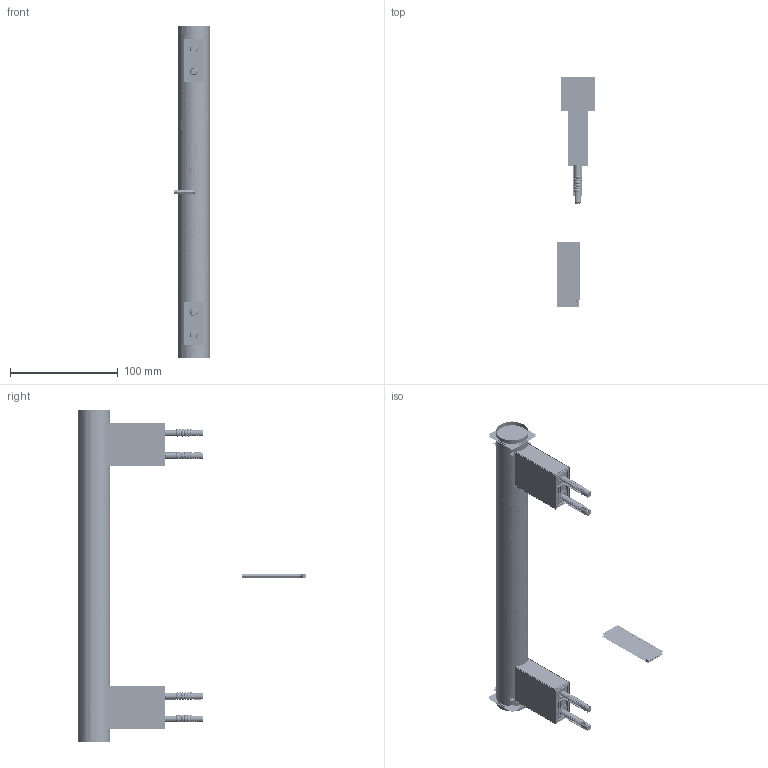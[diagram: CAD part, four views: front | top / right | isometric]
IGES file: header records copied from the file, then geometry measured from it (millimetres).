
Start section:  PTC IGES file: 1140-0007-1-c0_asm.igs
Global section: file name: 1140-0007-1-c0_asm.igs; native system: Pro/ENGINEER by Parametric Technology Corporation; preprocessor: 2009440; author: user110; organization: Unknown; date: 20201124.135835; units: millimetre
Bounding box: 34.49 x 212.62 x 307.84 mm (x, y, z)
Volume: 152174.8 mm3; surface area: 595267.9 mm2
Topology: 34 solids, 50 shells, 4564 faces, 30330 edges, 42750 vertices
Faces by surface type: bspline 2556, revolution 2008
